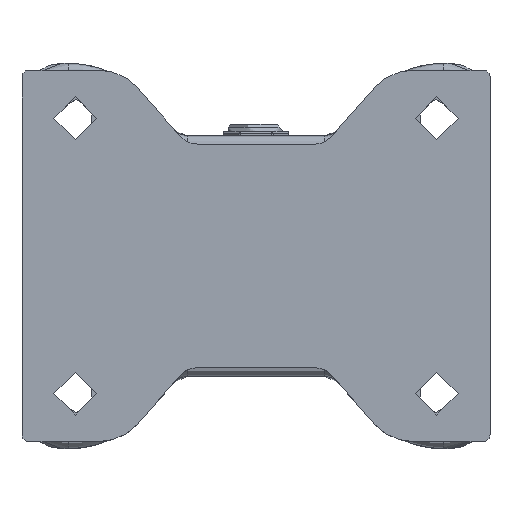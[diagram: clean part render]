
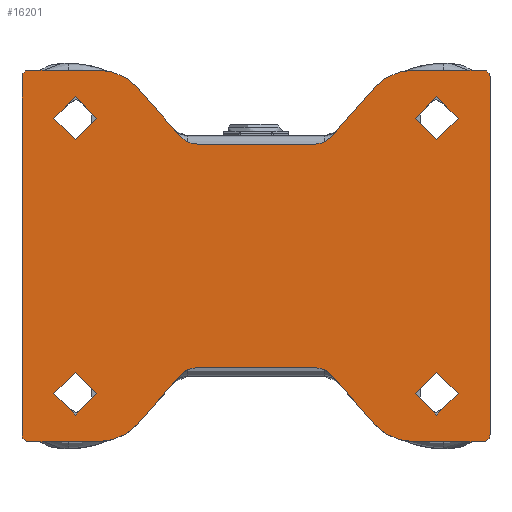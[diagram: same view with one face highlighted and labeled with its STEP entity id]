
A CAD part, top view. The second image highlights one B-rep face of the part: STEP entity #16201.
In plain terms, the highlighted planar face has unit normal (0, 0, 1).
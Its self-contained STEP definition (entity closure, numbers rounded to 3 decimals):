
#294=FACE_BOUND('',#3400,.T.);
#295=FACE_BOUND('',#3401,.T.);
#296=FACE_BOUND('',#3402,.T.);
#297=FACE_BOUND('',#3403,.T.);
#792=PLANE('',#17982);
#2381=FACE_OUTER_BOUND('',#3399,.T.);
#3399=EDGE_LOOP('',(#14897,#14898,#14899,#14900,#14901,#14902,#14903,#14904,
#14905,#14906,#14907,#14908,#14909,#14910,#14911,#14912,#14913,#14914,#14915,
#14916,#14917,#14918,#14919,#14920));
#3400=EDGE_LOOP('',(#14921));
#3401=EDGE_LOOP('',(#14922));
#3402=EDGE_LOOP('',(#14923));
#3403=EDGE_LOOP('',(#14924));
#4388=LINE('',#64191,#5408);
#4392=LINE('',#64200,#5412);
#4395=LINE('',#64208,#5415);
#4398=LINE('',#64216,#5418);
#4401=LINE('',#64224,#5421);
#4404=LINE('',#64232,#5424);
#4407=LINE('',#64240,#5427);
#4410=LINE('',#64248,#5430);
#4413=LINE('',#64256,#5433);
#4416=LINE('',#64264,#5436);
#4419=LINE('',#64272,#5439);
#4422=LINE('',#64280,#5442);
#5408=VECTOR('',#22199,1000.);
#5412=VECTOR('',#22209,1000.);
#5415=VECTOR('',#22218,1000.);
#5418=VECTOR('',#22227,1000.);
#5421=VECTOR('',#22236,1000.);
#5424=VECTOR('',#22245,1000.);
#5427=VECTOR('',#22254,1000.);
#5430=VECTOR('',#22263,1000.);
#5433=VECTOR('',#22272,1000.);
#5436=VECTOR('',#22281,1000.);
#5439=VECTOR('',#22290,1000.);
#5442=VECTOR('',#22299,1000.);
#6062=CIRCLE('',#17612,6.25);
#6064=CIRCLE('',#17615,6.25);
#6066=CIRCLE('',#17618,6.25);
#6068=CIRCLE('',#17621,6.25);
#6243=CIRCLE('',#17948,15.);
#6244=CIRCLE('',#17951,6.);
#6245=CIRCLE('',#17954,6.);
#6246=CIRCLE('',#17957,15.);
#6247=CIRCLE('',#17960,2.);
#6248=CIRCLE('',#17963,2.);
#6249=CIRCLE('',#17966,15.);
#6250=CIRCLE('',#17969,6.655);
#6251=CIRCLE('',#17972,6.);
#6252=CIRCLE('',#17975,15.);
#6253=CIRCLE('',#17978,2.);
#6254=CIRCLE('',#17981,2.);
#7416=VERTEX_POINT('',#63289);
#7418=VERTEX_POINT('',#63295);
#7420=VERTEX_POINT('',#63301);
#7422=VERTEX_POINT('',#63307);
#7719=VERTEX_POINT('',#64189);
#7720=VERTEX_POINT('',#64190);
#7721=VERTEX_POINT('',#64195);
#7722=VERTEX_POINT('',#64199);
#7723=VERTEX_POINT('',#64203);
#7724=VERTEX_POINT('',#64207);
#7725=VERTEX_POINT('',#64211);
#7726=VERTEX_POINT('',#64215);
#7727=VERTEX_POINT('',#64219);
#7728=VERTEX_POINT('',#64223);
#7729=VERTEX_POINT('',#64227);
#7730=VERTEX_POINT('',#64231);
#7731=VERTEX_POINT('',#64235);
#7732=VERTEX_POINT('',#64239);
#7733=VERTEX_POINT('',#64243);
#7734=VERTEX_POINT('',#64247);
#7735=VERTEX_POINT('',#64251);
#7736=VERTEX_POINT('',#64255);
#7737=VERTEX_POINT('',#64259);
#7738=VERTEX_POINT('',#64263);
#7739=VERTEX_POINT('',#64267);
#7740=VERTEX_POINT('',#64271);
#7741=VERTEX_POINT('',#64275);
#7742=VERTEX_POINT('',#64279);
#9647=EDGE_CURVE('',#7416,#7416,#6062,.T.);
#9650=EDGE_CURVE('',#7418,#7418,#6064,.T.);
#9653=EDGE_CURVE('',#7420,#7420,#6066,.T.);
#9656=EDGE_CURVE('',#7422,#7422,#6068,.T.);
#10089=EDGE_CURVE('',#7719,#7720,#4388,.T.);
#10092=EDGE_CURVE('',#7720,#7721,#6243,.T.);
#10094=EDGE_CURVE('',#7721,#7722,#4392,.T.);
#10096=EDGE_CURVE('',#7722,#7723,#6244,.T.);
#10098=EDGE_CURVE('',#7723,#7724,#4395,.T.);
#10100=EDGE_CURVE('',#7724,#7725,#6245,.T.);
#10102=EDGE_CURVE('',#7725,#7726,#4398,.T.);
#10104=EDGE_CURVE('',#7726,#7727,#6246,.T.);
#10106=EDGE_CURVE('',#7727,#7728,#4401,.T.);
#10108=EDGE_CURVE('',#7728,#7729,#6247,.T.);
#10110=EDGE_CURVE('',#7729,#7730,#4404,.T.);
#10112=EDGE_CURVE('',#7730,#7731,#6248,.T.);
#10114=EDGE_CURVE('',#7731,#7732,#4407,.T.);
#10116=EDGE_CURVE('',#7732,#7733,#6249,.T.);
#10118=EDGE_CURVE('',#7733,#7734,#4410,.T.);
#10120=EDGE_CURVE('',#7734,#7735,#6250,.T.);
#10122=EDGE_CURVE('',#7735,#7736,#4413,.T.);
#10124=EDGE_CURVE('',#7736,#7737,#6251,.T.);
#10126=EDGE_CURVE('',#7737,#7738,#4416,.T.);
#10128=EDGE_CURVE('',#7738,#7739,#6252,.T.);
#10130=EDGE_CURVE('',#7739,#7740,#4419,.T.);
#10132=EDGE_CURVE('',#7740,#7741,#6253,.T.);
#10134=EDGE_CURVE('',#7741,#7742,#4422,.T.);
#10136=EDGE_CURVE('',#7742,#7719,#6254,.T.);
#14897=ORIENTED_EDGE('',*,*,#10089,.F.);
#14898=ORIENTED_EDGE('',*,*,#10136,.F.);
#14899=ORIENTED_EDGE('',*,*,#10134,.F.);
#14900=ORIENTED_EDGE('',*,*,#10132,.F.);
#14901=ORIENTED_EDGE('',*,*,#10130,.F.);
#14902=ORIENTED_EDGE('',*,*,#10128,.F.);
#14903=ORIENTED_EDGE('',*,*,#10126,.F.);
#14904=ORIENTED_EDGE('',*,*,#10124,.F.);
#14905=ORIENTED_EDGE('',*,*,#10122,.F.);
#14906=ORIENTED_EDGE('',*,*,#10120,.F.);
#14907=ORIENTED_EDGE('',*,*,#10118,.F.);
#14908=ORIENTED_EDGE('',*,*,#10116,.F.);
#14909=ORIENTED_EDGE('',*,*,#10114,.F.);
#14910=ORIENTED_EDGE('',*,*,#10112,.F.);
#14911=ORIENTED_EDGE('',*,*,#10110,.F.);
#14912=ORIENTED_EDGE('',*,*,#10108,.F.);
#14913=ORIENTED_EDGE('',*,*,#10106,.F.);
#14914=ORIENTED_EDGE('',*,*,#10104,.F.);
#14915=ORIENTED_EDGE('',*,*,#10102,.F.);
#14916=ORIENTED_EDGE('',*,*,#10100,.F.);
#14917=ORIENTED_EDGE('',*,*,#10098,.F.);
#14918=ORIENTED_EDGE('',*,*,#10096,.F.);
#14919=ORIENTED_EDGE('',*,*,#10094,.F.);
#14920=ORIENTED_EDGE('',*,*,#10092,.F.);
#14921=ORIENTED_EDGE('',*,*,#9647,.F.);
#14922=ORIENTED_EDGE('',*,*,#9650,.F.);
#14923=ORIENTED_EDGE('',*,*,#9653,.F.);
#14924=ORIENTED_EDGE('',*,*,#9656,.F.);
#16201=ADVANCED_FACE('',(#2381,#294,#295,#296,#297),#792,.T.);
#17612=AXIS2_PLACEMENT_3D('',#63291,#21268,#21269);
#17615=AXIS2_PLACEMENT_3D('',#63297,#21275,#21276);
#17618=AXIS2_PLACEMENT_3D('',#63303,#21282,#21283);
#17621=AXIS2_PLACEMENT_3D('',#63309,#21289,#21290);
#17948=AXIS2_PLACEMENT_3D('',#64196,#22204,#22205);
#17951=AXIS2_PLACEMENT_3D('',#64204,#22213,#22214);
#17954=AXIS2_PLACEMENT_3D('',#64212,#22222,#22223);
#17957=AXIS2_PLACEMENT_3D('',#64220,#22231,#22232);
#17960=AXIS2_PLACEMENT_3D('',#64228,#22240,#22241);
#17963=AXIS2_PLACEMENT_3D('',#64236,#22249,#22250);
#17966=AXIS2_PLACEMENT_3D('',#64244,#22258,#22259);
#17969=AXIS2_PLACEMENT_3D('',#64252,#22267,#22268);
#17972=AXIS2_PLACEMENT_3D('',#64260,#22276,#22277);
#17975=AXIS2_PLACEMENT_3D('',#64268,#22285,#22286);
#17978=AXIS2_PLACEMENT_3D('',#64276,#22294,#22295);
#17981=AXIS2_PLACEMENT_3D('',#64283,#22303,#22304);
#17982=AXIS2_PLACEMENT_3D('',#64284,#22305,#22306);
#21268=DIRECTION('center_axis',(0.,0.,1.));
#21269=DIRECTION('ref_axis',(1.,0.,0.));
#21275=DIRECTION('center_axis',(0.,0.,1.));
#21276=DIRECTION('ref_axis',(1.,0.,0.));
#21282=DIRECTION('center_axis',(0.,0.,1.));
#21283=DIRECTION('ref_axis',(1.,0.,0.));
#21289=DIRECTION('center_axis',(0.,0.,1.));
#21290=DIRECTION('ref_axis',(1.,0.,0.));
#22199=DIRECTION('',(-1.,0.,0.));
#22204=DIRECTION('center_axis',(0.,0.,-1.));
#22205=DIRECTION('ref_axis',(-0.749,-0.662,0.));
#22209=DIRECTION('',(-0.662,0.749,0.));
#22213=DIRECTION('center_axis',(0.,0.,1.));
#22214=DIRECTION('ref_axis',(0.749,0.662,0.));
#22218=DIRECTION('',(-1.,0.,0.));
#22222=DIRECTION('center_axis',(0.,0.,1.));
#22223=DIRECTION('ref_axis',(-0.749,0.662,0.));
#22227=DIRECTION('',(-0.662,-0.749,0.));
#22231=DIRECTION('center_axis',(0.,0.,-1.));
#22232=DIRECTION('ref_axis',(0.,-1.,0.));
#22236=DIRECTION('',(-1.,0.,0.));
#22240=DIRECTION('center_axis',(0.,0.,-1.));
#22241=DIRECTION('ref_axis',(-1.,0.,0.));
#22245=DIRECTION('',(0.,1.,0.));
#22249=DIRECTION('center_axis',(0.,0.,-1.));
#22250=DIRECTION('ref_axis',(-1.,0.,0.));
#22254=DIRECTION('',(1.,0.,0.));
#22258=DIRECTION('center_axis',(0.,0.,-1.));
#22259=DIRECTION('ref_axis',(0.,1.,0.));
#22263=DIRECTION('',(0.662,-0.749,0.));
#22267=DIRECTION('center_axis',(0.,0.,1.));
#22268=DIRECTION('ref_axis',(-0.749,-0.662,0.));
#22272=DIRECTION('',(1.,0.,0.));
#22276=DIRECTION('center_axis',(0.,0.,1.));
#22277=DIRECTION('ref_axis',(0.749,-0.662,0.));
#22281=DIRECTION('',(0.662,0.749,0.));
#22285=DIRECTION('center_axis',(0.,0.,-1.));
#22286=DIRECTION('ref_axis',(0.,1.,0.));
#22290=DIRECTION('',(1.,0.,0.));
#22294=DIRECTION('center_axis',(0.,0.,-1.));
#22295=DIRECTION('ref_axis',(0.,1.,0.));
#22299=DIRECTION('',(0.,-1.,0.));
#22303=DIRECTION('center_axis',(0.,0.,-1.));
#22304=DIRECTION('ref_axis',(1.,0.,0.));
#22305=DIRECTION('center_axis',(0.,0.,1.));
#22306=DIRECTION('ref_axis',(1.,0.,0.));
#63289=CARTESIAN_POINT('',(-58.75,-40.,14.));
#63291=CARTESIAN_POINT('Origin',(-52.5,-40.,14.));
#63295=CARTESIAN_POINT('',(46.25,-40.,14.));
#63297=CARTESIAN_POINT('Origin',(52.5,-40.,14.));
#63301=CARTESIAN_POINT('',(46.25,40.,14.));
#63303=CARTESIAN_POINT('Origin',(52.5,40.,14.));
#63307=CARTESIAN_POINT('',(-58.75,40.,14.));
#63309=CARTESIAN_POINT('Origin',(-52.5,40.,14.));
#64189=CARTESIAN_POINT('',(66.,-54.,14.));
#64190=CARTESIAN_POINT('',(45.762,-54.,14.));
#64191=CARTESIAN_POINT('',(66.,-54.,14.));
#64195=CARTESIAN_POINT('',(34.522,-48.933,14.));
#64196=CARTESIAN_POINT('Origin',(45.762,-39.,14.));
#64199=CARTESIAN_POINT('',(21.791,-34.527,14.));
#64200=CARTESIAN_POINT('',(21.791,-34.527,14.));
#64203=CARTESIAN_POINT('',(17.295,-32.5,14.));
#64204=CARTESIAN_POINT('Origin',(17.295,-38.5,14.));
#64207=CARTESIAN_POINT('',(-17.295,-32.5,14.));
#64208=CARTESIAN_POINT('',(-17.,-32.5,14.));
#64211=CARTESIAN_POINT('',(-21.791,-34.527,14.));
#64212=CARTESIAN_POINT('Origin',(-17.295,-38.5,14.));
#64215=CARTESIAN_POINT('',(-34.522,-48.933,14.));
#64216=CARTESIAN_POINT('',(-21.791,-34.527,14.));
#64219=CARTESIAN_POINT('',(-45.762,-54.,14.));
#64220=CARTESIAN_POINT('Origin',(-45.762,-39.,14.));
#64223=CARTESIAN_POINT('',(-66.,-54.,14.));
#64224=CARTESIAN_POINT('',(-66.,-54.,14.));
#64227=CARTESIAN_POINT('',(-68.,-52.,14.));
#64228=CARTESIAN_POINT('Origin',(-66.,-52.,14.));
#64231=CARTESIAN_POINT('',(-68.,52.,14.));
#64232=CARTESIAN_POINT('',(-68.,52.,14.));
#64235=CARTESIAN_POINT('',(-66.,54.,14.));
#64236=CARTESIAN_POINT('Origin',(-66.,52.,14.));
#64239=CARTESIAN_POINT('',(-45.762,54.,14.));
#64240=CARTESIAN_POINT('',(-66.,54.,14.));
#64243=CARTESIAN_POINT('',(-34.522,48.933,14.));
#64244=CARTESIAN_POINT('Origin',(-45.762,39.,14.));
#64247=CARTESIAN_POINT('',(-21.987,34.748,14.));
#64248=CARTESIAN_POINT('',(-21.987,34.748,14.));
#64251=CARTESIAN_POINT('',(-17.,32.5,14.));
#64252=CARTESIAN_POINT('Origin',(-17.,39.155,14.));
#64255=CARTESIAN_POINT('',(17.295,32.5,14.));
#64256=CARTESIAN_POINT('',(17.,32.5,14.));
#64259=CARTESIAN_POINT('',(21.791,34.527,14.));
#64260=CARTESIAN_POINT('Origin',(17.295,38.5,14.));
#64263=CARTESIAN_POINT('',(34.522,48.933,14.));
#64264=CARTESIAN_POINT('',(21.791,34.527,14.));
#64267=CARTESIAN_POINT('',(45.762,54.,14.));
#64268=CARTESIAN_POINT('Origin',(45.762,39.,14.));
#64271=CARTESIAN_POINT('',(66.,54.,14.));
#64272=CARTESIAN_POINT('',(66.,54.,14.));
#64275=CARTESIAN_POINT('',(68.,52.,14.));
#64276=CARTESIAN_POINT('Origin',(66.,52.,14.));
#64279=CARTESIAN_POINT('',(68.,-52.,14.));
#64280=CARTESIAN_POINT('',(68.,-52.,14.));
#64283=CARTESIAN_POINT('Origin',(66.,-52.,14.));
#64284=CARTESIAN_POINT('Origin',(0.,0.,14.));
